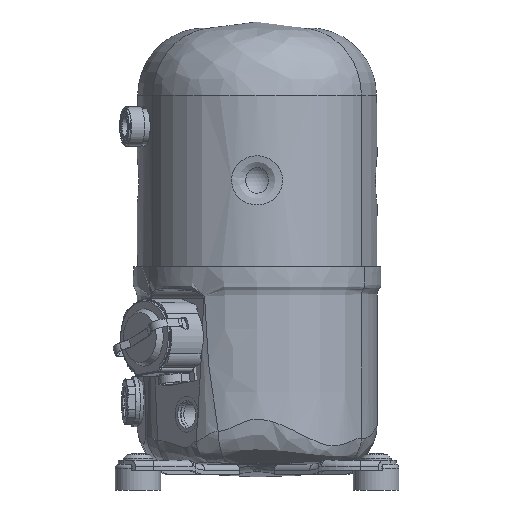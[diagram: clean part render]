
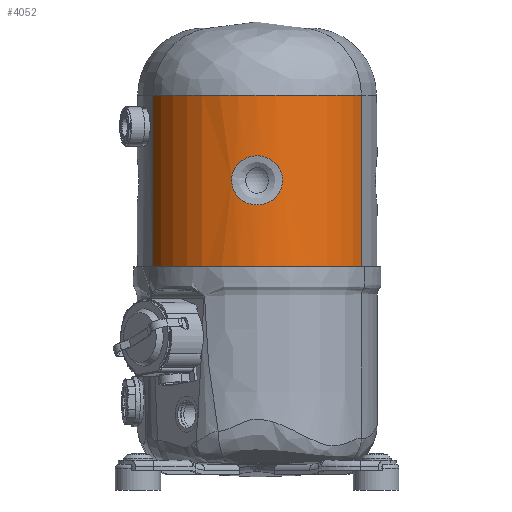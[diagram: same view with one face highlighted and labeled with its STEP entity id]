
A CAD part, front view. The second image highlights one B-rep face of the part: STEP entity #4052.
In plain terms, the highlighted cylindrical face has radius 90.3 mm (diameter 180.6 mm), a partial arc.
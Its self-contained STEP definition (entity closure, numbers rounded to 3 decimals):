
#709=B_SPLINE_CURVE_WITH_KNOTS('',3,(#41956,#41957,#41958,#41959,#41960,
#41961,#41962,#41963,#41964,#41965,#41966,#41967,#41968,#41969,#41970,#41971,
#41972,#41973,#41974,#41975,#41976,#41977,#41978,#41979,#41980,#41981,#41982,
#41983,#41984,#41985),.UNSPECIFIED.,.T.,.F.,(2,2,2,2,2,2,2,2,2,2,2,2,2,2,
2,2,2),(-0.062,0.,0.063,0.125,0.25,0.313,0.375,
0.438,0.5,0.563,0.625,0.75,0.813,
0.875,0.938,1.,1.063),.UNSPECIFIED.);
#1879=LINE('',#41950,#2566);
#1880=LINE('',#41987,#2567);
#2566=VECTOR('',#19761,1.);
#2567=VECTOR('',#19768,1.);
#3202=CYLINDRICAL_SURFACE('',#16247,90.3);
#4052=ADVANCED_FACE('',(#5196,#5197),#3202,.T.);
#5196=FACE_BOUND('',#6483,.T.);
#5197=FACE_BOUND('',#6484,.T.);
#6483=EDGE_LOOP('',(#9907));
#6484=EDGE_LOOP('',(#9908,#9909,#9910,#9911));
#9907=ORIENTED_EDGE('',*,*,#13691,.T.);
#9908=ORIENTED_EDGE('',*,*,#13692,.F.);
#9909=ORIENTED_EDGE('',*,*,#13693,.T.);
#9910=ORIENTED_EDGE('',*,*,#13688,.T.);
#9911=ORIENTED_EDGE('',*,*,#13694,.T.);
#11830=VERTEX_POINT('',#41951);
#11831=VERTEX_POINT('',#41952);
#11832=VERTEX_POINT('',#41986);
#11833=VERTEX_POINT('',#41988);
#11834=VERTEX_POINT('',#41989);
#13688=EDGE_CURVE('',#11830,#11831,#1879,.T.);
#13691=EDGE_CURVE('',#11832,#11832,#709,.T.);
#13692=EDGE_CURVE('',#11833,#11834,#1880,.T.);
#13693=EDGE_CURVE('',#11833,#11830,#14751,.T.);
#13694=EDGE_CURVE('',#11831,#11834,#14752,.T.);
#14751=CIRCLE('',#16245,90.3);
#14752=CIRCLE('',#16246,90.3);
#16245=AXIS2_PLACEMENT_3D('',#41990,#19769,#19770);
#16246=AXIS2_PLACEMENT_3D('',#41991,#19771,#19772);
#16247=AXIS2_PLACEMENT_3D('',#41992,#19773,#19774);
#19761=DIRECTION('',(0.,0.,-1.));
#19768=DIRECTION('',(0.,0.,-1.));
#19769=DIRECTION('',(0.,0.,-1.));
#19770=DIRECTION('',(0.,-1.,0.));
#19771=DIRECTION('',(0.,0.,1.));
#19772=DIRECTION('',(0.,-1.,0.));
#19773=DIRECTION('',(0.,0.,-1.));
#19774=DIRECTION('',(0.,1.,0.));
#41950=CARTESIAN_POINT('',(-83.446,-63.209,195.2));
#41951=CARTESIAN_POINT('',(-83.446,-63.209,137.4));
#41952=CARTESIAN_POINT('',(-83.446,-63.209,-14.8));
#41956=CARTESIAN_POINT('',(-20.413,-116.663,66.541));
#41957=CARTESIAN_POINT('',(-20.413,-116.663,71.859));
#41958=CARTESIAN_POINT('',(-19.859,-116.796,74.467));
#41959=CARTESIAN_POINT('',(-17.759,-117.243,79.273));
#41960=CARTESIAN_POINT('',(-16.209,-117.554,81.454));
#41961=CARTESIAN_POINT('',(-10.523,-118.467,86.814));
#41962=CARTESIAN_POINT('',(-5.263,-119.,88.83));
#41963=CARTESIAN_POINT('',(2.625,-119.,88.832));
#41964=CARTESIAN_POINT('',(5.248,-118.881,88.349));
#41965=CARTESIAN_POINT('',(10.157,-118.461,86.445));
#41966=CARTESIAN_POINT('',(12.392,-118.167,85.052));
#41967=CARTESIAN_POINT('',(16.23,-117.551,81.435));
#41968=CARTESIAN_POINT('',(17.756,-117.244,79.28));
#41969=CARTESIAN_POINT('',(19.86,-116.796,74.466));
#41970=CARTESIAN_POINT('',(20.411,-116.663,71.836));
#41971=CARTESIAN_POINT('',(20.415,-116.662,66.59));
#41972=CARTESIAN_POINT('',(19.862,-116.795,63.947));
#41973=CARTESIAN_POINT('',(17.774,-117.24,59.153));
#41974=CARTESIAN_POINT('',(16.232,-117.55,56.97));
#41975=CARTESIAN_POINT('',(10.515,-118.469,51.572));
#41976=CARTESIAN_POINT('',(5.27,-119.,49.569));
#41977=CARTESIAN_POINT('',(-2.635,-119.,49.569));
#41978=CARTESIAN_POINT('',(-5.267,-118.879,50.058));
#41979=CARTESIAN_POINT('',(-10.145,-118.462,51.951));
#41980=CARTESIAN_POINT('',(-12.415,-118.163,53.371));
#41981=CARTESIAN_POINT('',(-16.201,-117.555,56.937));
#41982=CARTESIAN_POINT('',(-17.756,-117.243,59.126));
#41983=CARTESIAN_POINT('',(-19.849,-116.798,63.904));
#41984=CARTESIAN_POINT('',(-20.413,-116.663,66.541));
#41985=CARTESIAN_POINT('',(-20.413,-116.663,71.859));
#41986=CARTESIAN_POINT('',(-20.413,-116.663,69.2));
#41987=CARTESIAN_POINT('',(83.446,-63.209,195.2));
#41988=CARTESIAN_POINT('',(83.446,-63.209,137.4));
#41989=CARTESIAN_POINT('',(83.446,-63.209,-14.8));
#41990=CARTESIAN_POINT('',(0.,-28.7,137.4));
#41991=CARTESIAN_POINT('',(0.,-28.7,-14.8));
#41992=CARTESIAN_POINT('',(0.,-28.7,195.2));
